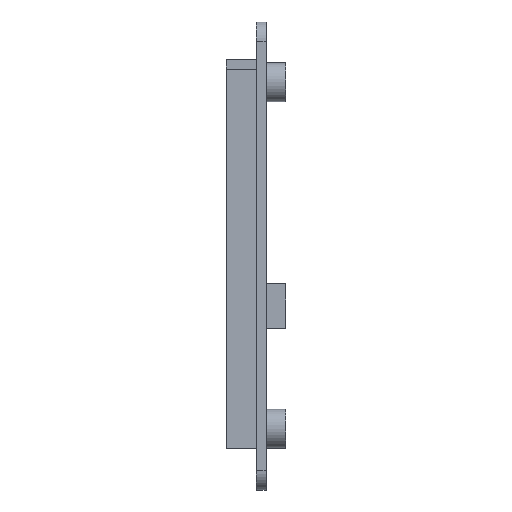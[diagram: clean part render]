
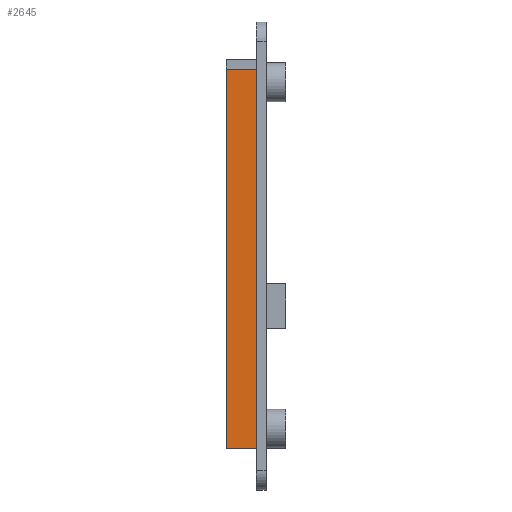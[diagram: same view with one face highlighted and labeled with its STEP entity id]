
A CAD part, left-side view. The second image highlights one B-rep face of the part: STEP entity #2645.
In plain terms, the highlighted planar face has unit normal (-1, 0, 0).
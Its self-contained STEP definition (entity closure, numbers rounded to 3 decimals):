
#207 = DIRECTION ( 'NONE',  ( 0., 0., -1. ) ) ;
#445 = CARTESIAN_POINT ( 'NONE',  ( -31., 1., -19.8 ) ) ;
#1080 = VECTOR ( 'NONE', #3455, 1000. ) ;
#1780 = EDGE_CURVE ( 'NONE', #8919, #8265, #11887, .T. ) ;
#1987 = LINE ( 'NONE', #6702, #2171 ) ;
#2171 = VECTOR ( 'NONE', #13718, 1000. ) ;
#2223 = PLANE ( 'NONE',  #2738 ) ;
#2381 = CARTESIAN_POINT ( 'NONE',  ( -31., 4.1, 0. ) ) ;
#2645 = ADVANCED_FACE ( 'NONE', ( #11657 ), #2223, .F. ) ;
#2738 = AXIS2_PLACEMENT_3D ( 'NONE', #2381, #3466, #207 ) ;
#2934 = EDGE_CURVE ( 'NONE', #7077, #8265, #1987, .T. ) ;
#3044 = LINE ( 'NONE', #5429, #5615 ) ;
#3234 = CARTESIAN_POINT ( 'NONE',  ( -31., 4.1, -19.8 ) ) ;
#3455 = DIRECTION ( 'NONE',  ( 0., -1., 0. ) ) ;
#3466 = DIRECTION ( 'NONE',  ( 1., 0., 0. ) ) ;
#3699 = DIRECTION ( 'NONE',  ( 0., -1., 0. ) ) ;
#5429 = CARTESIAN_POINT ( 'NONE',  ( -31., 4.1, 0. ) ) ;
#5615 = VECTOR ( 'NONE', #12461, 1000. ) ;
#5665 = CARTESIAN_POINT ( 'NONE',  ( -31., 1., 19.2 ) ) ;
#6412 = EDGE_CURVE ( 'NONE', #12951, #8919, #3044, .T. ) ;
#6702 = CARTESIAN_POINT ( 'NONE',  ( -31., 1., 0. ) ) ;
#7077 = VERTEX_POINT ( 'NONE', #445 ) ;
#7301 = ORIENTED_EDGE ( 'NONE', *, *, #6412, .F. ) ;
#7874 = LINE ( 'NONE', #3234, #1080 ) ;
#8265 = VERTEX_POINT ( 'NONE', #5665 ) ;
#8417 = CARTESIAN_POINT ( 'NONE',  ( -31., 4.1, 19.2 ) ) ;
#8919 = VERTEX_POINT ( 'NONE', #8417 ) ;
#10424 = CARTESIAN_POINT ( 'NONE',  ( -31., 4.1, 19.2 ) ) ;
#10996 = ORIENTED_EDGE ( 'NONE', *, *, #12567, .T. ) ;
#11657 = FACE_OUTER_BOUND ( 'NONE', #13893, .T. ) ;
#11887 = LINE ( 'NONE', #10424, #14368 ) ;
#11923 = CARTESIAN_POINT ( 'NONE',  ( -31., 4.1, -19.8 ) ) ;
#12461 = DIRECTION ( 'NONE',  ( 0., 0., 1. ) ) ;
#12567 = EDGE_CURVE ( 'NONE', #12951, #7077, #7874, .T. ) ;
#12951 = VERTEX_POINT ( 'NONE', #11923 ) ;
#13339 = ORIENTED_EDGE ( 'NONE', *, *, #2934, .T. ) ;
#13718 = DIRECTION ( 'NONE',  ( 0., 0., 1. ) ) ;
#13893 = EDGE_LOOP ( 'NONE', ( #13339, #14307, #7301, #10996 ) ) ;
#14307 = ORIENTED_EDGE ( 'NONE', *, *, #1780, .F. ) ;
#14368 = VECTOR ( 'NONE', #3699, 1000. ) ;
